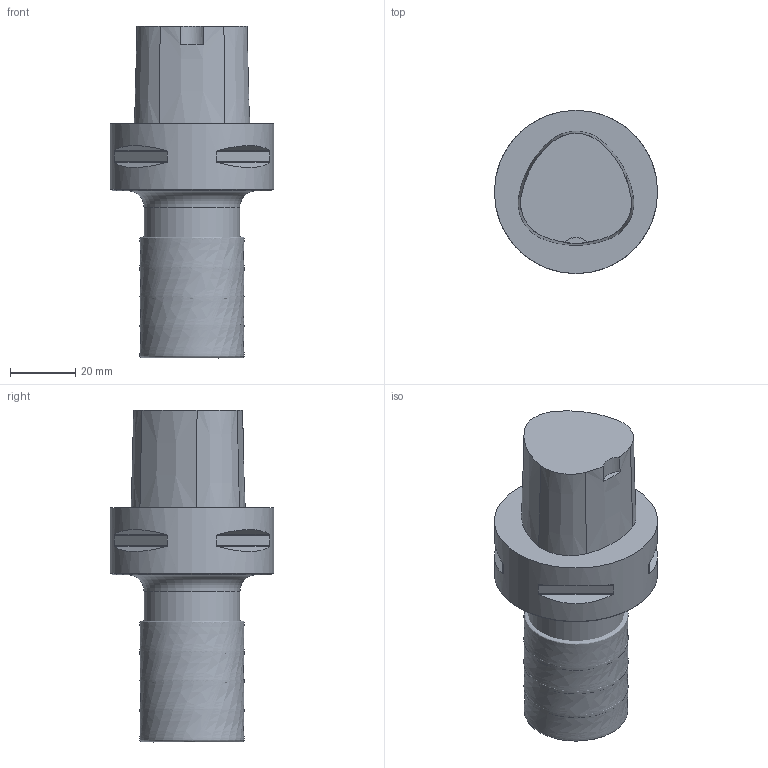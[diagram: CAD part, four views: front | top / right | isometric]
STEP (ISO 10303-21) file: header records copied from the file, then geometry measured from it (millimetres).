
FILE_DESCRIPTION(/* description */ (''),/* implementation_level */ '2;1');
FILE_NAME(/* name */ '1583808907805.stp',/* time_stamp */ '2020-03-10T08:25:24+06:00',/* author */ (''),/* organization */ ('SMS'),/* preprocessor_version */ 'ST-DEVELOPER v16.7',/* originating_system */ 'SIEMENS PLM Software NX 12.0',/* authorisation */ '');
FILE_SCHEMA (('AUTOMOTIVE_DESIGN { 1 0 10303 214 3 1 1 1 }'));
Length unit declared in the file: millimetre
Products named in the file (4): 202220500mod000_00; ASSEMBLY_CONSTRUCTION; 202867082mod000_00; 202867081mod000_00
Assembly tree (6 placements, depth 2):
  202867081mod000_00
    202867082mod000_00
    ASSEMBLY_CONSTRUCTION
    202220500mod000_00  x4
Bounding box: 50 x 50 x 101.71 mm (x, y, z)
Volume: 124486.4 mm3; surface area: 25804.4 mm2
Topology: 5 solids, 6 shells, 56 faces, 130 edges, 106 vertices
Faces by surface type: plane 19, cone 18, cylinder 11, torus 4, bspline 4
Full cylindrical faces by diameter (mm): 29.359 x1, 50 x1
Entity records: 23930 total; most frequent: CARTESIAN_POINT 22514, DIRECTION 268, ORIENTED_EDGE 186, AXIS2_PLACEMENT_3D 119, EDGE_CURVE 93, EDGE_LOOP 76, VERTEX_POINT 74, ADVANCED_FACE 56
